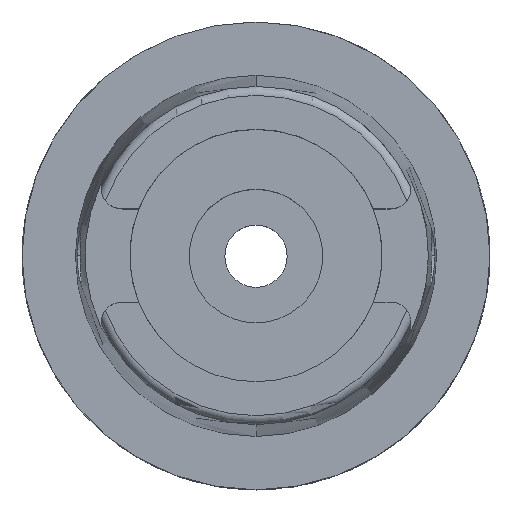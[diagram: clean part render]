
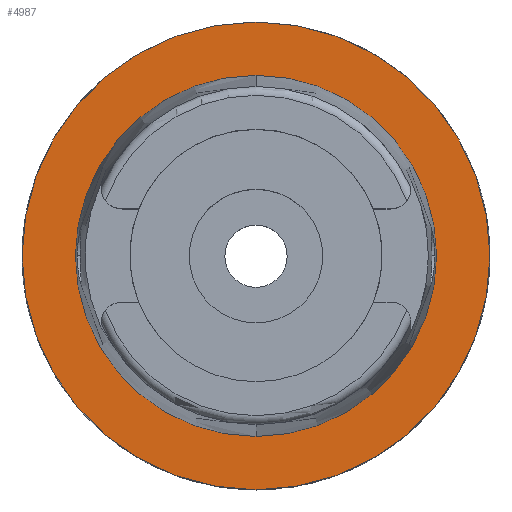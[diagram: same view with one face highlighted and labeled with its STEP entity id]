
A CAD part, top view. The second image highlights one B-rep face of the part: STEP entity #4987.
In plain terms, the highlighted planar face has unit normal (0, 0, 1).
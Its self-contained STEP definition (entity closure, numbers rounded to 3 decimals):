
#113 = DIRECTION ( 'NONE',  ( 0., 0., 1. ) ) ;
#165 = FACE_OUTER_BOUND ( 'NONE', #1034, .T. ) ;
#203 = EDGE_CURVE ( 'NONE', #774, #2773, #5257, .T. ) ;
#474 = CIRCLE ( 'NONE', #1895, 31.5 ) ;
#600 = DIRECTION ( 'NONE',  ( 0., 0., -1. ) ) ;
#774 = VERTEX_POINT ( 'NONE', #4556 ) ;
#967 = DIRECTION ( 'NONE',  ( 0., -1., 0. ) ) ;
#987 = VERTEX_POINT ( 'NONE', #5216 ) ;
#1034 = EDGE_LOOP ( 'NONE', ( #2105, #5285 ) ) ;
#1206 = DIRECTION ( 'NONE',  ( 0., 0., -1. ) ) ;
#1321 = EDGE_CURVE ( 'NONE', #2773, #774, #1676, .T. ) ;
#1391 = DIRECTION ( 'NONE',  ( 1., 0., 0. ) ) ;
#1417 = CARTESIAN_POINT ( 'NONE',  ( 0., 0., 0. ) ) ;
#1607 = CARTESIAN_POINT ( 'NONE',  ( 0., -31.5, 0. ) ) ;
#1676 = CIRCLE ( 'NONE', #3085, 24.315 ) ;
#1789 = CARTESIAN_POINT ( 'NONE',  ( 0., 0., 0. ) ) ;
#1823 = ORIENTED_EDGE ( 'NONE', *, *, #1321, .F. ) ;
#1895 = AXIS2_PLACEMENT_3D ( 'NONE', #2337, #1206, #4862 ) ;
#1932 = DIRECTION ( 'NONE',  ( 0., 1., 0. ) ) ;
#2105 = ORIENTED_EDGE ( 'NONE', *, *, #2405, .F. ) ;
#2337 = CARTESIAN_POINT ( 'NONE',  ( 0., 0., 0. ) ) ;
#2405 = EDGE_CURVE ( 'NONE', #987, #4177, #474, .T. ) ;
#2444 = CARTESIAN_POINT ( 'NONE',  ( 0., 0., 0. ) ) ;
#2741 = FACE_BOUND ( 'NONE', #4618, .T. ) ;
#2750 = DIRECTION ( 'NONE',  ( 0., 0., 1. ) ) ;
#2773 = VERTEX_POINT ( 'NONE', #3037 ) ;
#2854 = AXIS2_PLACEMENT_3D ( 'NONE', #4739, #600, #967 ) ;
#2936 = CIRCLE ( 'NONE', #2854, 31.5 ) ;
#3037 = CARTESIAN_POINT ( 'NONE',  ( 0., -24.315, 0. ) ) ;
#3064 = EDGE_CURVE ( 'NONE', #4177, #987, #2936, .T. ) ;
#3085 = AXIS2_PLACEMENT_3D ( 'NONE', #1789, #2750, #3957 ) ;
#3449 = AXIS2_PLACEMENT_3D ( 'NONE', #1417, #113, #1391 ) ;
#3957 = DIRECTION ( 'NONE',  ( 0., -1., 0. ) ) ;
#4012 = DIRECTION ( 'NONE',  ( 0., 0., 1. ) ) ;
#4177 = VERTEX_POINT ( 'NONE', #1607 ) ;
#4556 = CARTESIAN_POINT ( 'NONE',  ( 0., 24.315, 0. ) ) ;
#4618 = EDGE_LOOP ( 'NONE', ( #4650, #1823 ) ) ;
#4650 = ORIENTED_EDGE ( 'NONE', *, *, #203, .F. ) ;
#4739 = CARTESIAN_POINT ( 'NONE',  ( 0., 0., 0. ) ) ;
#4862 = DIRECTION ( 'NONE',  ( 0., 1., 0. ) ) ;
#4987 = ADVANCED_FACE ( 'NONE', ( #165, #2741 ), #5170, .T. ) ;
#5170 = PLANE ( 'NONE',  #3449 ) ;
#5216 = CARTESIAN_POINT ( 'NONE',  ( 0., 31.5, 0. ) ) ;
#5257 = CIRCLE ( 'NONE', #5433, 24.315 ) ;
#5285 = ORIENTED_EDGE ( 'NONE', *, *, #3064, .F. ) ;
#5433 = AXIS2_PLACEMENT_3D ( 'NONE', #2444, #4012, #1932 ) ;
